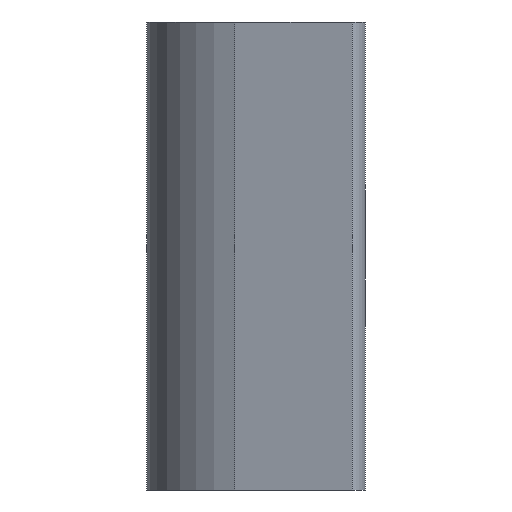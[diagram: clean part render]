
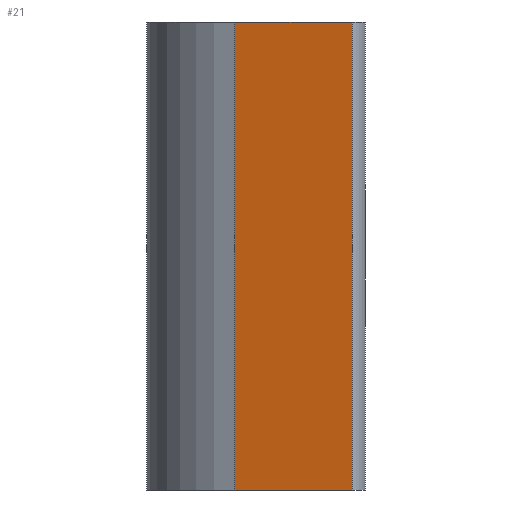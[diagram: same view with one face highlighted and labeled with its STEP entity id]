
A CAD part, left-side view. The second image highlights one B-rep face of the part: STEP entity #21.
In plain terms, the highlighted planar face has unit normal (-0.964, 0.268, 0).
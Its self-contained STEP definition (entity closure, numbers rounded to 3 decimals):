
#6 = VECTOR ( 'NONE', #418, 1000. ) ;
#21 = ADVANCED_FACE ( 'NONE', ( #283 ), #144, .T. ) ;
#48 = EDGE_CURVE ( 'NONE', #113, #567, #800, .T. ) ;
#74 = CARTESIAN_POINT ( 'NONE',  ( 71.314, 144.477, -30. ) ) ;
#75 = DIRECTION ( 'NONE',  ( -0.268, -0.964, 0. ) ) ;
#99 = LINE ( 'NONE', #487, #6 ) ;
#100 = EDGE_LOOP ( 'NONE', ( #710, #308, #751, #581 ) ) ;
#113 = VERTEX_POINT ( 'NONE', #559 ) ;
#144 = PLANE ( 'NONE',  #264 ) ;
#177 = CARTESIAN_POINT ( 'NONE',  ( 71.314, 144.477, 0. ) ) ;
#264 = AXIS2_PLACEMENT_3D ( 'NONE', #74, #737, #267 ) ;
#265 = LINE ( 'NONE', #742, #414 ) ;
#267 = DIRECTION ( 'NONE',  ( -0.268, -0.964, 0. ) ) ;
#276 = CARTESIAN_POINT ( 'NONE',  ( 69.216, 136.924, -30. ) ) ;
#283 = FACE_OUTER_BOUND ( 'NONE', #100, .T. ) ;
#308 = ORIENTED_EDGE ( 'NONE', *, *, #399, .F. ) ;
#333 = VECTOR ( 'NONE', #674, 1000. ) ;
#399 = EDGE_CURVE ( 'NONE', #113, #746, #99, .T. ) ;
#408 = CARTESIAN_POINT ( 'NONE',  ( 71.314, 144.477, -30. ) ) ;
#414 = VECTOR ( 'NONE', #75, 1000. ) ;
#418 = DIRECTION ( 'NONE',  ( 0., 0., 1. ) ) ;
#469 = EDGE_CURVE ( 'NONE', #567, #708, #608, .T. ) ;
#487 = CARTESIAN_POINT ( 'NONE',  ( 71.314, 144.477, -30. ) ) ;
#497 = EDGE_CURVE ( 'NONE', #746, #708, #265, .T. ) ;
#559 = CARTESIAN_POINT ( 'NONE',  ( 71.314, 144.477, -30. ) ) ;
#561 = VECTOR ( 'NONE', #744, 1000. ) ;
#567 = VERTEX_POINT ( 'NONE', #673 ) ;
#581 = ORIENTED_EDGE ( 'NONE', *, *, #469, .T. ) ;
#608 = LINE ( 'NONE', #276, #561 ) ;
#673 = CARTESIAN_POINT ( 'NONE',  ( 69.216, 136.924, -30. ) ) ;
#674 = DIRECTION ( 'NONE',  ( -0.268, -0.964, 0. ) ) ;
#708 = VERTEX_POINT ( 'NONE', #782 ) ;
#710 = ORIENTED_EDGE ( 'NONE', *, *, #497, .F. ) ;
#737 = DIRECTION ( 'NONE',  ( -0.964, 0.268, 0. ) ) ;
#742 = CARTESIAN_POINT ( 'NONE',  ( 71.314, 144.477, 0. ) ) ;
#744 = DIRECTION ( 'NONE',  ( 0., 0., 1. ) ) ;
#746 = VERTEX_POINT ( 'NONE', #177 ) ;
#751 = ORIENTED_EDGE ( 'NONE', *, *, #48, .T. ) ;
#782 = CARTESIAN_POINT ( 'NONE',  ( 69.216, 136.924, 0. ) ) ;
#800 = LINE ( 'NONE', #408, #333 ) ;
